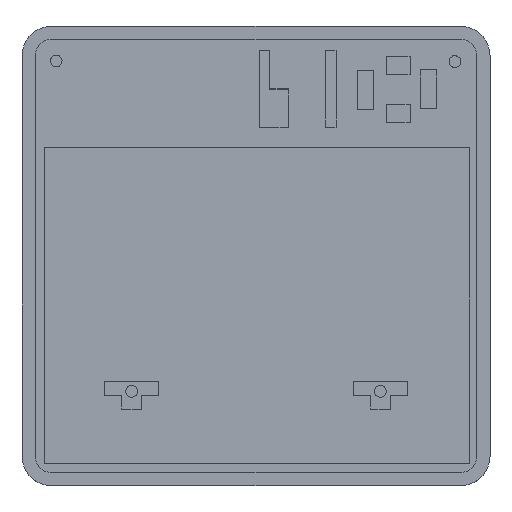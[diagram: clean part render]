
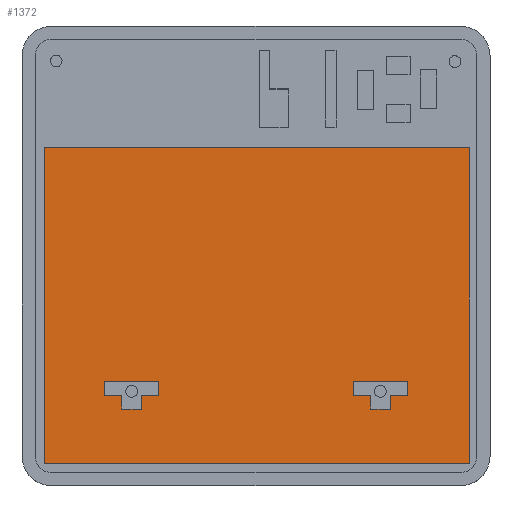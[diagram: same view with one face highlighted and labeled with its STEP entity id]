
A CAD part, top view. The second image highlights one B-rep face of the part: STEP entity #1372.
In plain terms, the highlighted planar face has unit normal (0, 0, 1).
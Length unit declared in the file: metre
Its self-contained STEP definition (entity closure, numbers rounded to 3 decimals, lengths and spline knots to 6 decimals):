
#48=ORIENTED_EDGE('',*,*,#436,.F.);
#49=ORIENTED_EDGE('',*,*,#437,.T.);
#50=ORIENTED_EDGE('',*,*,#438,.T.);
#51=ORIENTED_EDGE('',*,*,#439,.F.);
#52=ORIENTED_EDGE('',*,*,#440,.T.);
#53=ORIENTED_EDGE('',*,*,#441,.F.);
#54=ORIENTED_EDGE('',*,*,#442,.F.);
#55=ORIENTED_EDGE('',*,*,#443,.F.);
#56=ORIENTED_EDGE('',*,*,#444,.T.);
#57=ORIENTED_EDGE('',*,*,#445,.T.);
#58=ORIENTED_EDGE('',*,*,#446,.F.);
#59=ORIENTED_EDGE('',*,*,#447,.T.);
#60=ORIENTED_EDGE('',*,*,#448,.F.);
#61=ORIENTED_EDGE('',*,*,#449,.F.);
#62=ORIENTED_EDGE('',*,*,#450,.F.);
#63=ORIENTED_EDGE('',*,*,#451,.F.);
#64=ORIENTED_EDGE('',*,*,#452,.T.);
#65=ORIENTED_EDGE('',*,*,#453,.T.);
#66=ORIENTED_EDGE('',*,*,#454,.T.);
#67=ORIENTED_EDGE('',*,*,#455,.T.);
#436=EDGE_CURVE('',#630,#631,#762,.T.);
#437=EDGE_CURVE('',#630,#632,#763,.T.);
#438=EDGE_CURVE('',#632,#633,#764,.T.);
#439=EDGE_CURVE('',#634,#633,#765,.T.);
#440=EDGE_CURVE('',#634,#635,#766,.T.);
#441=EDGE_CURVE('',#636,#635,#767,.T.);
#442=EDGE_CURVE('',#637,#636,#768,.T.);
#443=EDGE_CURVE('',#631,#637,#769,.T.);
#444=EDGE_CURVE('',#638,#639,#770,.T.);
#445=EDGE_CURVE('',#639,#640,#771,.T.);
#446=EDGE_CURVE('',#641,#640,#772,.T.);
#447=EDGE_CURVE('',#641,#642,#773,.T.);
#448=EDGE_CURVE('',#643,#642,#774,.T.);
#449=EDGE_CURVE('',#644,#643,#775,.T.);
#450=EDGE_CURVE('',#645,#644,#776,.T.);
#451=EDGE_CURVE('',#638,#645,#777,.T.);
#452=EDGE_CURVE('',#646,#647,#778,.T.);
#453=EDGE_CURVE('',#647,#648,#779,.T.);
#454=EDGE_CURVE('',#648,#649,#780,.T.);
#455=EDGE_CURVE('',#649,#646,#781,.T.);
#630=VERTEX_POINT('',#1960);
#631=VERTEX_POINT('',#1961);
#632=VERTEX_POINT('',#1963);
#633=VERTEX_POINT('',#1965);
#634=VERTEX_POINT('',#1967);
#635=VERTEX_POINT('',#1969);
#636=VERTEX_POINT('',#1971);
#637=VERTEX_POINT('',#1973);
#638=VERTEX_POINT('',#1976);
#639=VERTEX_POINT('',#1977);
#640=VERTEX_POINT('',#1979);
#641=VERTEX_POINT('',#1981);
#642=VERTEX_POINT('',#1983);
#643=VERTEX_POINT('',#1985);
#644=VERTEX_POINT('',#1987);
#645=VERTEX_POINT('',#1989);
#646=VERTEX_POINT('',#1992);
#647=VERTEX_POINT('',#1993);
#648=VERTEX_POINT('',#1995);
#649=VERTEX_POINT('',#1997);
#762=LINE('',#1959,#932);
#763=LINE('',#1962,#933);
#764=LINE('',#1964,#934);
#765=LINE('',#1966,#935);
#766=LINE('',#1968,#936);
#767=LINE('',#1970,#937);
#768=LINE('',#1972,#938);
#769=LINE('',#1974,#939);
#770=LINE('',#1975,#940);
#771=LINE('',#1978,#941);
#772=LINE('',#1980,#942);
#773=LINE('',#1982,#943);
#774=LINE('',#1984,#944);
#775=LINE('',#1986,#945);
#776=LINE('',#1988,#946);
#777=LINE('',#1990,#947);
#778=LINE('',#1991,#948);
#779=LINE('',#1994,#949);
#780=LINE('',#1996,#950);
#781=LINE('',#1998,#951);
#932=VECTOR('',#1577,1.);
#933=VECTOR('',#1578,1.);
#934=VECTOR('',#1579,1.);
#935=VECTOR('',#1580,1.);
#936=VECTOR('',#1581,1.);
#937=VECTOR('',#1582,1.);
#938=VECTOR('',#1583,1.);
#939=VECTOR('',#1584,1.);
#940=VECTOR('',#1585,1.);
#941=VECTOR('',#1586,1.);
#942=VECTOR('',#1587,1.);
#943=VECTOR('',#1588,1.);
#944=VECTOR('',#1589,1.);
#945=VECTOR('',#1590,1.);
#946=VECTOR('',#1591,1.);
#947=VECTOR('',#1592,1.);
#948=VECTOR('',#1593,1.);
#949=VECTOR('',#1594,1.);
#950=VECTOR('',#1595,1.);
#951=VECTOR('',#1596,1.);
#1102=EDGE_LOOP('',(#48,#49,#50,#51,#52,#53,#54,#55));
#1103=EDGE_LOOP('',(#56,#57,#58,#59,#60,#61,#62,#63));
#1104=EDGE_LOOP('',(#64,#65,#66,#67));
#1202=FACE_BOUND('',#1102,.T.);
#1203=FACE_BOUND('',#1103,.T.);
#1204=FACE_BOUND('',#1104,.T.);
#1302=PLANE('',#1467);
#1372=ADVANCED_FACE('',(#1202,#1203,#1204),#1302,.T.);
#1467=AXIS2_PLACEMENT_3D('',#1958,#1575,#1576);
#1575=DIRECTION('',(0.,0.,1.));
#1576=DIRECTION('',(1.,0.,0.));
#1577=DIRECTION('',(1.,0.,0.));
#1578=DIRECTION('',(-0.002,1.,0.));
#1579=DIRECTION('',(-1.,0.,0.));
#1580=DIRECTION('',(0.,-1.,0.));
#1581=DIRECTION('',(1.,0.,0.));
#1582=DIRECTION('',(0.,1.,0.));
#1583=DIRECTION('',(1.,0.,0.));
#1584=DIRECTION('',(0.,1.,0.));
#1585=DIRECTION('',(-0.002,1.,0.));
#1586=DIRECTION('',(-1.,0.,0.));
#1587=DIRECTION('',(0.,-1.,0.));
#1588=DIRECTION('',(1.,0.,0.));
#1589=DIRECTION('',(0.,1.,0.));
#1590=DIRECTION('',(1.,0.,0.));
#1591=DIRECTION('',(0.,1.,0.));
#1592=DIRECTION('',(1.,0.,0.));
#1593=DIRECTION('',(1.,0.,0.));
#1594=DIRECTION('',(0.,1.,0.));
#1595=DIRECTION('',(-1.,0.,0.));
#1596=DIRECTION('',(0.,-1.,0.));
#1958=CARTESIAN_POINT('',(-0.002535,-0.000682,0.002));
#1959=CARTESIAN_POINT('',(-0.031158,-0.035878,0.002));
#1960=CARTESIAN_POINT('',(-0.033429,-0.035878,0.002));
#1961=CARTESIAN_POINT('',(-0.028886,-0.035878,0.002));
#1962=CARTESIAN_POINT('',(-0.033433,-0.034311,0.002));
#1963=CARTESIAN_POINT('',(-0.033436,-0.032744,0.002));
#1964=CARTESIAN_POINT('',(-0.035436,-0.032744,0.002));
#1965=CARTESIAN_POINT('',(-0.037436,-0.032744,0.002));
#1966=CARTESIAN_POINT('',(-0.037436,-0.031131,0.002));
#1967=CARTESIAN_POINT('',(-0.037436,-0.029518,0.002));
#1968=CARTESIAN_POINT('',(-0.031161,-0.029518,0.002));
#1969=CARTESIAN_POINT('',(-0.024886,-0.029518,0.002));
#1970=CARTESIAN_POINT('',(-0.024886,-0.031148,0.002));
#1971=CARTESIAN_POINT('',(-0.024886,-0.032778,0.002));
#1972=CARTESIAN_POINT('',(-0.026886,-0.032778,0.002));
#1973=CARTESIAN_POINT('',(-0.028886,-0.032778,0.002));
#1974=CARTESIAN_POINT('',(-0.028886,-0.034328,0.002));
#1975=CARTESIAN_POINT('',(0.023831,-0.034311,0.002));
#1976=CARTESIAN_POINT('',(0.023834,-0.035878,0.002));
#1977=CARTESIAN_POINT('',(0.023827,-0.032744,0.002));
#1978=CARTESIAN_POINT('',(0.021827,-0.032744,0.002));
#1979=CARTESIAN_POINT('',(0.019827,-0.032744,0.002));
#1980=CARTESIAN_POINT('',(0.019827,-0.031131,0.002));
#1981=CARTESIAN_POINT('',(0.019827,-0.029518,0.002));
#1982=CARTESIAN_POINT('',(0.026102,-0.029518,0.002));
#1983=CARTESIAN_POINT('',(0.032377,-0.029518,0.002));
#1984=CARTESIAN_POINT('',(0.032377,-0.031148,0.002));
#1985=CARTESIAN_POINT('',(0.032377,-0.032778,0.002));
#1986=CARTESIAN_POINT('',(0.030377,-0.032778,0.002));
#1987=CARTESIAN_POINT('',(0.028377,-0.032778,0.002));
#1988=CARTESIAN_POINT('',(0.028377,-0.034328,0.002));
#1989=CARTESIAN_POINT('',(0.028377,-0.035878,0.002));
#1990=CARTESIAN_POINT('',(0.026106,-0.035878,0.002));
#1991=CARTESIAN_POINT('',(0.045475,-0.048369,0.002));
#1992=CARTESIAN_POINT('',(-0.051235,-0.048369,0.002));
#1993=CARTESIAN_POINT('',(0.046485,-0.048369,0.002));
#1994=CARTESIAN_POINT('',(0.046485,-0.01207,0.002));
#1995=CARTESIAN_POINT('',(0.046485,0.02423,0.002));
#1996=CARTESIAN_POINT('',(-0.04919,0.02423,0.002));
#1997=CARTESIAN_POINT('',(-0.051235,0.02423,0.002));
#1998=CARTESIAN_POINT('',(-0.051235,-0.01207,0.002));
